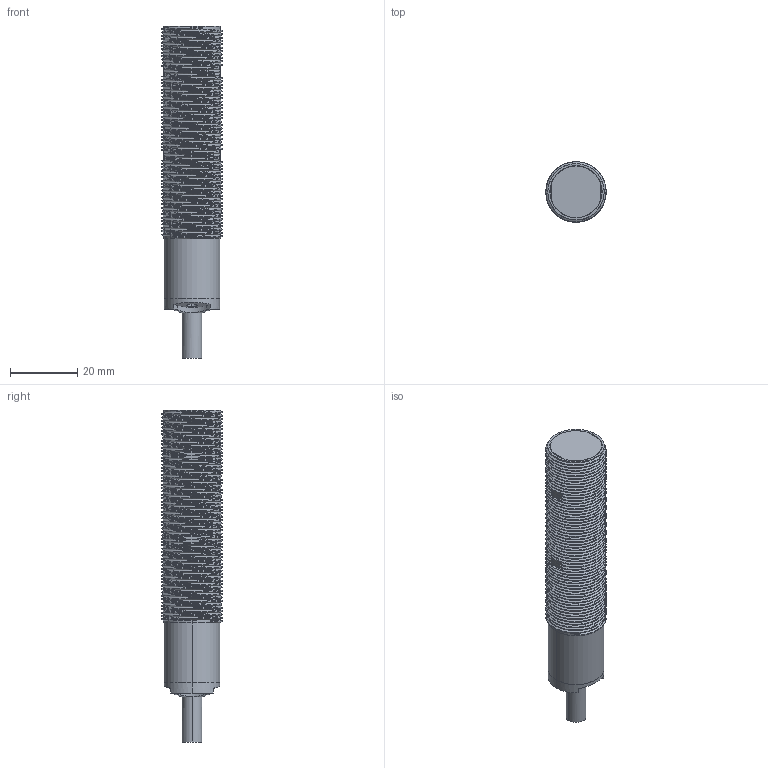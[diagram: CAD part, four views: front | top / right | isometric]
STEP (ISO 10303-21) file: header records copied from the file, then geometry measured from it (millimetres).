
FILE_DESCRIPTION((''),'2;1');
FILE_NAME('155352_SW','2011-02-03T',('banengservice'),('BANNER ENGINEERING'),'PRO/ENGINEER BY PARAMETRIC TECHNOLOGY CORPORATION, 2009141','PRO/ENGINEER BY PARAMETRIC TECHNOLOGY CORPORATION, 2009141','');
FILE_SCHEMA(('CONFIG_CONTROL_DESIGN'));
Products named in the file (1): 155352_SW
Bounding box: 17.88 x 17.88 x 98.64 mm (x, y, z)
Volume: 6775 mm3; surface area: 13947.8 mm2
Topology: 1 solids, 1 shells, 421 faces, 1102 edges, 688 vertices
Faces by surface type: cylinder 193, plane 95, bspline 85, cone 42, revolution 4, torus 2
Entity records: 39618 total; most frequent: CARTESIAN_POINT 30234, ORIENTED_EDGE 2196, DIRECTION 1550, EDGE_CURVE 1098, VERTEX_POINT 688, AXIS2_PLACEMENT_3D 566, B_SPLINE_CURVE_WITH_KNOTS 454, EDGE_LOOP 440
